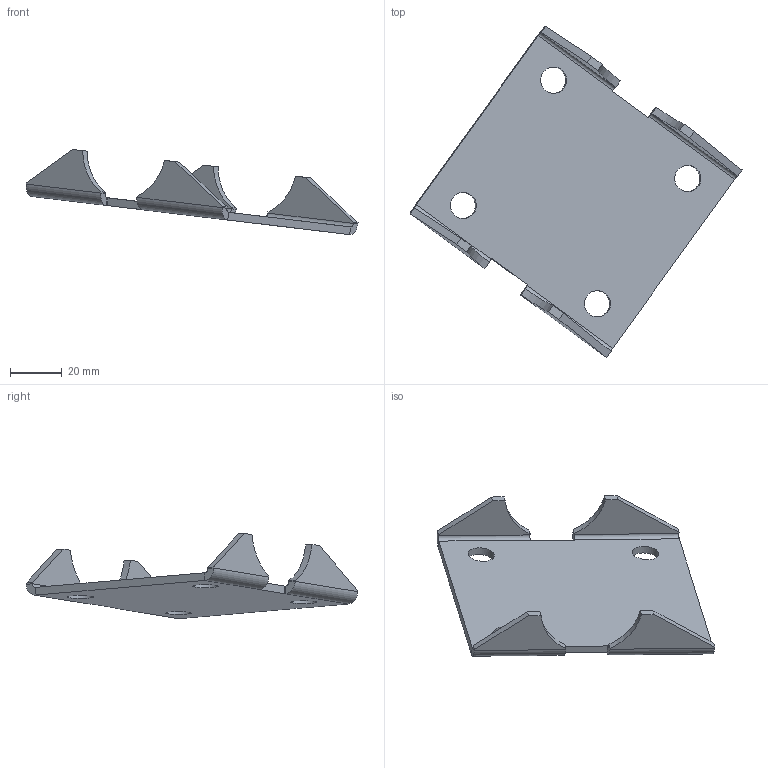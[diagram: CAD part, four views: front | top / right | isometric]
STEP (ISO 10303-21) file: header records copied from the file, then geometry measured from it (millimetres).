
FILE_DESCRIPTION(/* description */ (''),/* implementation_level */ '2;1');
FILE_NAME(/* name */ 'MANIFOLD_SOLID_BREP_8091_1.stp',/* time_stamp */ '2016-06-02T11:26:24+02:00',/* author */ (''),/* organization */ (''),/* preprocessor_version */ 'ST-DEVELOPER v16.5',/* originating_system */ 'Autodesk Translation Framework v5.0.0.3310',/* authorisation */ '');
FILE_SCHEMA (('AUTOMOTIVE_DESIGN { 1 0 10303 214 3 1 1 }'));
Length unit declared in the file: centimetre
Products named in the file (1): MANIFOLD_SOLID_BREP_8091_1
Bounding box: 128.75 x 128.51 x 33.05 mm (x, y, z)
Volume: 27993.5 mm3; surface area: 20387.2 mm2
Topology: 1 solids, 1 shells, 58 faces, 136 edges, 80 vertices
Faces by surface type: plane 42, cylinder 16
Full cylindrical faces by diameter (mm): 10.2 x4
Entity records: 1636 total; most frequent: DIRECTION 282, CARTESIAN_POINT 271, ORIENTED_EDGE 264, EDGE_CURVE 132, LINE 100, VECTOR 100, AXIS2_PLACEMENT_3D 91, VERTEX_POINT 80
